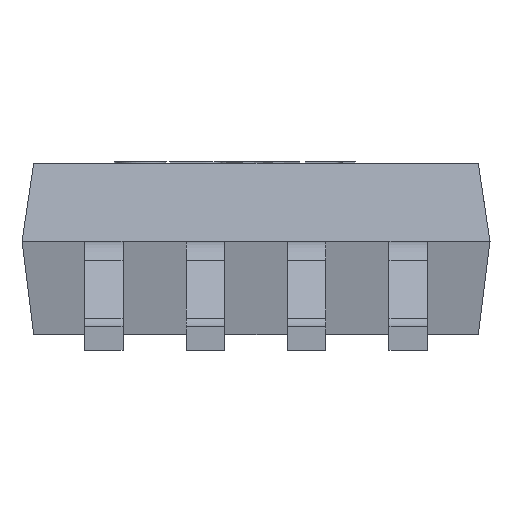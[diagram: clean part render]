
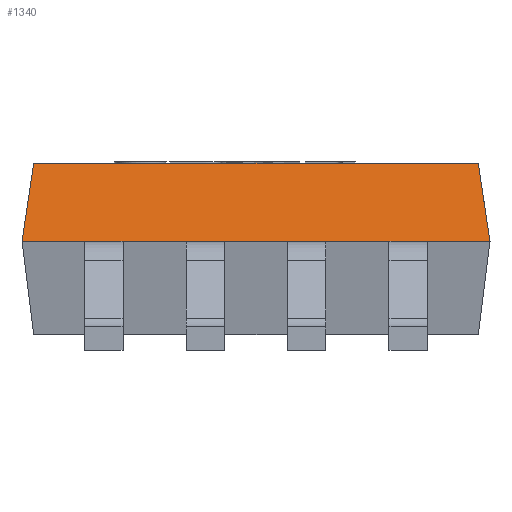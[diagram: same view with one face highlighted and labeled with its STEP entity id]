
A CAD part, left-side view. The second image highlights one B-rep face of the part: STEP entity #1340.
In plain terms, the highlighted free-form (B-spline) face has degree [1, 1] with [2, 2] control points.
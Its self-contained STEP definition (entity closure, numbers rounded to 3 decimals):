
#66 = VERTEX_POINT('',#67);
#67 = CARTESIAN_POINT('',(-2.09,-1.425,1.2));
#73 = EDGE_CURVE('',#66,#74,#76,.T.);
#74 = VERTEX_POINT('',#75);
#75 = CARTESIAN_POINT('',(-2.09,1.425,1.2));
#76 = LINE('',#77,#78);
#77 = CARTESIAN_POINT('',(-2.09,-1.425,1.2));
#78 = VECTOR('',#79,1.);
#79 = DIRECTION('',(0.,1.,0.));
#1229 = EDGE_CURVE('',#66,#1230,#1232,.T.);
#1230 = VERTEX_POINT('',#1231);
#1231 = CARTESIAN_POINT('',(-2.2,-1.5,0.7));
#1232 = B_SPLINE_CURVE_WITH_KNOTS('',1,(#1233,#1234),.UNSPECIFIED.,.F.,
  .F.,(2,2),(0.,1.),.PIECEWISE_BEZIER_KNOTS.);
#1233 = CARTESIAN_POINT('',(-2.09,-1.425,1.2));
#1234 = CARTESIAN_POINT('',(-2.2,-1.5,0.7));
#1340 = ADVANCED_FACE('',(#1341),#1422,.T.);
#1341 = FACE_BOUND('',#1342,.T.);
#1342 = EDGE_LOOP('',(#1343,#1344,#1351,#1359,#1367,#1375,#1383,#1391,
    #1399,#1407,#1415,#1421));
#1343 = ORIENTED_EDGE('',*,*,#73,.T.);
#1344 = ORIENTED_EDGE('',*,*,#1345,.T.);
#1345 = EDGE_CURVE('',#74,#1346,#1348,.T.);
#1346 = VERTEX_POINT('',#1347);
#1347 = CARTESIAN_POINT('',(-2.2,1.5,0.7));
#1348 = B_SPLINE_CURVE_WITH_KNOTS('',1,(#1349,#1350),.UNSPECIFIED.,.F.,
  .F.,(2,2),(0.,1.),.PIECEWISE_BEZIER_KNOTS.);
#1349 = CARTESIAN_POINT('',(-2.09,1.425,1.2));
#1350 = CARTESIAN_POINT('',(-2.2,1.5,0.7));
#1351 = ORIENTED_EDGE('',*,*,#1352,.F.);
#1352 = EDGE_CURVE('',#1353,#1346,#1355,.T.);
#1353 = VERTEX_POINT('',#1354);
#1354 = CARTESIAN_POINT('',(-2.2,1.098,0.7));
#1355 = LINE('',#1356,#1357);
#1356 = CARTESIAN_POINT('',(-2.2,-1.5,0.7));
#1357 = VECTOR('',#1358,1.);
#1358 = DIRECTION('',(0.,1.,0.));
#1359 = ORIENTED_EDGE('',*,*,#1360,.F.);
#1360 = EDGE_CURVE('',#1361,#1353,#1363,.T.);
#1361 = VERTEX_POINT('',#1362);
#1362 = CARTESIAN_POINT('',(-2.2,0.853,0.7));
#1363 = LINE('',#1364,#1365);
#1364 = CARTESIAN_POINT('',(-2.2,-1.5,0.7));
#1365 = VECTOR('',#1366,1.);
#1366 = DIRECTION('',(0.,1.,0.));
#1367 = ORIENTED_EDGE('',*,*,#1368,.F.);
#1368 = EDGE_CURVE('',#1369,#1361,#1371,.T.);
#1369 = VERTEX_POINT('',#1370);
#1370 = CARTESIAN_POINT('',(-2.2,0.448,0.7));
#1371 = LINE('',#1372,#1373);
#1372 = CARTESIAN_POINT('',(-2.2,-1.5,0.7));
#1373 = VECTOR('',#1374,1.);
#1374 = DIRECTION('',(0.,1.,0.));
#1375 = ORIENTED_EDGE('',*,*,#1376,.F.);
#1376 = EDGE_CURVE('',#1377,#1369,#1379,.T.);
#1377 = VERTEX_POINT('',#1378);
#1378 = CARTESIAN_POINT('',(-2.2,0.203,0.7));
#1379 = LINE('',#1380,#1381);
#1380 = CARTESIAN_POINT('',(-2.2,-1.5,0.7));
#1381 = VECTOR('',#1382,1.);
#1382 = DIRECTION('',(0.,1.,0.));
#1383 = ORIENTED_EDGE('',*,*,#1384,.F.);
#1384 = EDGE_CURVE('',#1385,#1377,#1387,.T.);
#1385 = VERTEX_POINT('',#1386);
#1386 = CARTESIAN_POINT('',(-2.2,-0.203,0.7));
#1387 = LINE('',#1388,#1389);
#1388 = CARTESIAN_POINT('',(-2.2,-1.5,0.7));
#1389 = VECTOR('',#1390,1.);
#1390 = DIRECTION('',(0.,1.,0.));
#1391 = ORIENTED_EDGE('',*,*,#1392,.F.);
#1392 = EDGE_CURVE('',#1393,#1385,#1395,.T.);
#1393 = VERTEX_POINT('',#1394);
#1394 = CARTESIAN_POINT('',(-2.2,-0.448,0.7));
#1395 = LINE('',#1396,#1397);
#1396 = CARTESIAN_POINT('',(-2.2,-1.5,0.7));
#1397 = VECTOR('',#1398,1.);
#1398 = DIRECTION('',(0.,1.,0.));
#1399 = ORIENTED_EDGE('',*,*,#1400,.F.);
#1400 = EDGE_CURVE('',#1401,#1393,#1403,.T.);
#1401 = VERTEX_POINT('',#1402);
#1402 = CARTESIAN_POINT('',(-2.2,-0.853,0.7));
#1403 = LINE('',#1404,#1405);
#1404 = CARTESIAN_POINT('',(-2.2,-1.5,0.7));
#1405 = VECTOR('',#1406,1.);
#1406 = DIRECTION('',(0.,1.,0.));
#1407 = ORIENTED_EDGE('',*,*,#1408,.F.);
#1408 = EDGE_CURVE('',#1409,#1401,#1411,.T.);
#1409 = VERTEX_POINT('',#1410);
#1410 = CARTESIAN_POINT('',(-2.2,-1.098,0.7));
#1411 = LINE('',#1412,#1413);
#1412 = CARTESIAN_POINT('',(-2.2,-1.5,0.7));
#1413 = VECTOR('',#1414,1.);
#1414 = DIRECTION('',(0.,1.,0.));
#1415 = ORIENTED_EDGE('',*,*,#1416,.F.);
#1416 = EDGE_CURVE('',#1230,#1409,#1417,.T.);
#1417 = LINE('',#1418,#1419);
#1418 = CARTESIAN_POINT('',(-2.2,-1.5,0.7));
#1419 = VECTOR('',#1420,1.);
#1420 = DIRECTION('',(0.,1.,0.));
#1421 = ORIENTED_EDGE('',*,*,#1229,.F.);
#1422 = B_SPLINE_SURFACE_WITH_KNOTS('',1,1,(
    (#1423,#1424)
    ,(#1425,#1426
    )),.UNSPECIFIED.,.F.,.F.,.F.,(2,2),(2,2),(0.,3.),(0.,1.),
  .PIECEWISE_BEZIER_KNOTS.);
#1423 = CARTESIAN_POINT('',(-2.09,-1.425,1.2));
#1424 = CARTESIAN_POINT('',(-2.2,-1.5,0.7));
#1425 = CARTESIAN_POINT('',(-2.09,1.425,1.2));
#1426 = CARTESIAN_POINT('',(-2.2,1.5,0.7));
